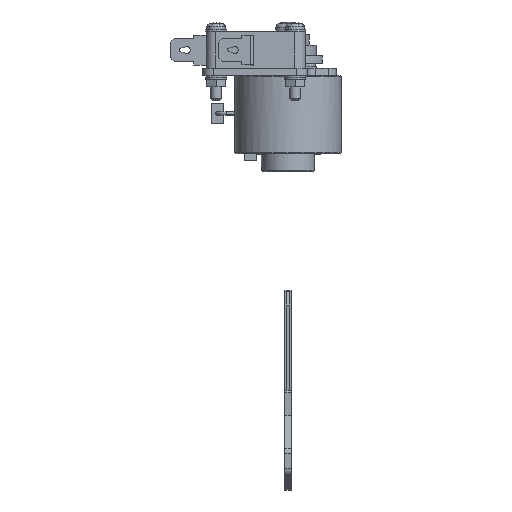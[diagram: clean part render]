
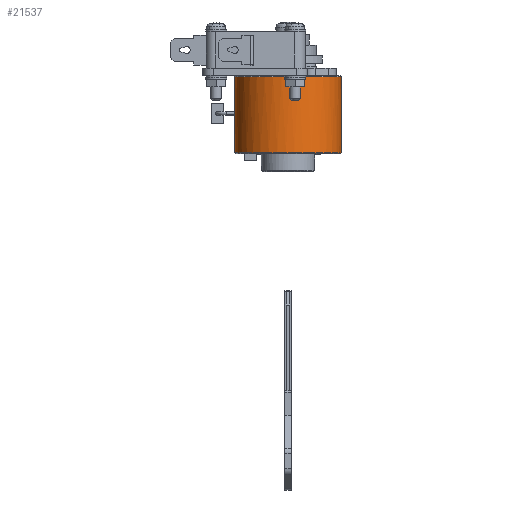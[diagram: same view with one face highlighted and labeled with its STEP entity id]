
A CAD part, top view. The second image highlights one B-rep face of the part: STEP entity #21537.
In plain terms, the highlighted free-form (B-spline) face has degree [1, 2] with [2, 7] control points.
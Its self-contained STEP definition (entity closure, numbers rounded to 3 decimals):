
#21246=CARTESIAN_POINT('',(26.7,-8.292,-12.5));
#21247=VERTEX_POINT('',#21246);
#21255=CARTESIAN_POINT('',(26.7,8.292,-12.5));
#21256=VERTEX_POINT('',#21255);
#21302=CARTESIAN_POINT('',(26.7,-8.292,-12.5));
#21303=CARTESIAN_POINT('',(26.7,-17.578,-6.34));
#21304=CARTESIAN_POINT('',(26.7,-14.361,4.33));
#21305=CARTESIAN_POINT('',(26.7,-11.144,15.));
#21306=CARTESIAN_POINT('',(26.7,0.0,15.0));
#21307=CARTESIAN_POINT('',(26.7,11.144,15.));
#21308=CARTESIAN_POINT('',(26.7,14.361,4.33));
#21309=CARTESIAN_POINT('',(26.7,17.578,-6.34));
#21310=CARTESIAN_POINT('',(26.7,8.292,-12.5));
#21318=(BOUNDED_CURVE()B_SPLINE_CURVE(2,(#21302,#21303,#21304,#21305,#21306,#21307,#21308,#21309,#21310),.UNSPECIFIED.,.F.,.U.)B_SPLINE_CURVE_WITH_KNOTS((3,2,2,2,3),(0.0,0.25,0.5,0.75,1.0),.UNSPECIFIED.)CURVE()GEOMETRIC_REPRESENTATION_ITEM()RATIONAL_B_SPLINE_CURVE((1.0,0.803,1.0,0.803,1.0,0.803,1.0,0.803,1.0))REPRESENTATION_ITEM(''));
#21319=EDGE_CURVE('',#21247,#21256,#21318,.T.);
#21349=CARTESIAN_POINT('',(5.3,-8.292,-12.5));
#21350=VERTEX_POINT('',#21349);
#21367=CARTESIAN_POINT('',(5.3,8.292,-12.5));
#21368=VERTEX_POINT('',#21367);
#21427=CARTESIAN_POINT('',(5.3,8.292,-12.5));
#21428=CARTESIAN_POINT('',(5.3,17.578,-6.34));
#21429=CARTESIAN_POINT('',(5.3,14.361,4.33));
#21430=CARTESIAN_POINT('',(5.3,11.144,15.));
#21431=CARTESIAN_POINT('',(5.3,0.0,15.0));
#21432=CARTESIAN_POINT('',(5.3,-11.144,15.));
#21433=CARTESIAN_POINT('',(5.3,-14.361,4.33));
#21434=CARTESIAN_POINT('',(5.3,-17.578,-6.34));
#21435=CARTESIAN_POINT('',(5.3,-8.292,-12.5));
#21443=(BOUNDED_CURVE()B_SPLINE_CURVE(2,(#21427,#21428,#21429,#21430,#21431,#21432,#21433,#21434,#21435),.UNSPECIFIED.,.F.,.U.)B_SPLINE_CURVE_WITH_KNOTS((3,2,2,2,3),(0.0,0.25,0.5,0.75,1.0),.UNSPECIFIED.)CURVE()GEOMETRIC_REPRESENTATION_ITEM()RATIONAL_B_SPLINE_CURVE((1.0,0.803,1.0,0.803,1.0,0.803,1.0,0.803,1.0))REPRESENTATION_ITEM(''));
#21444=EDGE_CURVE('',#21368,#21350,#21443,.T.);
#21494=CARTESIAN_POINT('',(26.7,-8.292,-12.5));
#21495=CARTESIAN_POINT('',(5.3,-8.292,-12.5));
#21496=QUASI_UNIFORM_CURVE('',1,(#21494,#21495),.UNSPECIFIED.,.F.,.U.);
#21497=EDGE_CURVE('',#21247,#21350,#21496,.T.);
#21500=CARTESIAN_POINT('',(26.7,8.292,-12.5));
#21501=CARTESIAN_POINT('',(5.3,8.292,-12.5));
#21502=QUASI_UNIFORM_CURVE('',1,(#21500,#21501),.UNSPECIFIED.,.F.,.U.);
#21503=EDGE_CURVE('',#21256,#21368,#21502,.T.);
#21509=CARTESIAN_POINT('',(27.235,8.182,-12.572));
#21510=CARTESIAN_POINT('',(4.752,8.182,-12.572));
#21511=CARTESIAN_POINT('',(27.235,22.816,-3.048));
#21512=CARTESIAN_POINT('',(4.752,22.816,-3.048));
#21513=CARTESIAN_POINT('',(27.235,11.195,9.983));
#21514=CARTESIAN_POINT('',(4.752,11.195,9.983));
#21515=CARTESIAN_POINT('',(27.235,-0.425,23.014));
#21516=CARTESIAN_POINT('',(4.752,-0.425,23.014));
#21517=CARTESIAN_POINT('',(27.235,-11.556,9.563));
#21518=CARTESIAN_POINT('',(4.752,-11.556,9.563));
#21519=CARTESIAN_POINT('',(27.235,-22.688,-3.888));
#21520=CARTESIAN_POINT('',(4.752,-22.688,-3.888));
#21521=CARTESIAN_POINT('',(27.235,-7.713,-12.865));
#21522=CARTESIAN_POINT('',(4.752,-7.713,-12.865));
#21530=(BOUNDED_SURFACE()B_SPLINE_SURFACE(1,2,((#21509,#21511,#21513,#21515,#21517,#21519,#21521),(#21510,#21512,#21514,#21516,#21518,#21520,#21522)),.UNSPECIFIED.,.F.,.F.,.U.)B_SPLINE_SURFACE_WITH_KNOTS((2,2),(3,2,2,3),(0.0,22.483),(0.0,27.555,55.109,82.664),.UNSPECIFIED.)GEOMETRIC_REPRESENTATION_ITEM()RATIONAL_B_SPLINE_SURFACE(((1.0,0.652,1.0,0.652,1.0,0.652,1.0),(1.0,0.652,1.0,0.652,1.0,0.652,1.0)))REPRESENTATION_ITEM('')SURFACE());
#21531=ORIENTED_EDGE('',*,*,#21503,.T.);
#21532=ORIENTED_EDGE('',*,*,#21444,.T.);
#21533=ORIENTED_EDGE('',*,*,#21497,.F.);
#21534=ORIENTED_EDGE('',*,*,#21319,.T.);
#21535=EDGE_LOOP('',(#21531,#21532,#21533,#21534));
#21536=FACE_OUTER_BOUND('',#21535,.T.);
#21537=ADVANCED_FACE('',(#21536),#21530,.T.);
